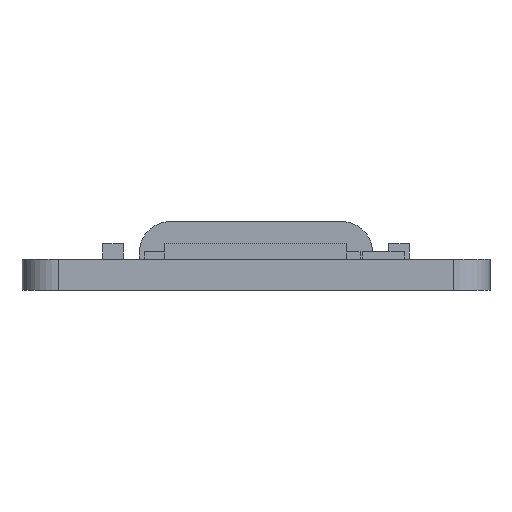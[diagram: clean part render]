
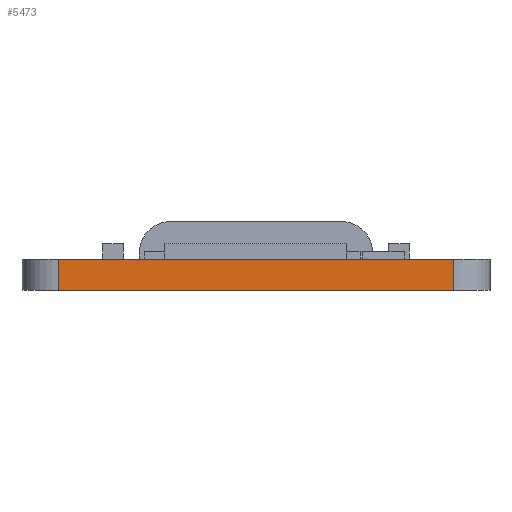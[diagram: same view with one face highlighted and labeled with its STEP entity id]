
A CAD part, front view. The second image highlights one B-rep face of the part: STEP entity #5473.
In plain terms, the highlighted planar face has unit normal (0, -1, 0).
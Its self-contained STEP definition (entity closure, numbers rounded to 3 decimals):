
#4113=CARTESIAN_POINT('',(-7.5,-17.3,3.));
#4114=VERTEX_POINT('',#4113);
#4122=CARTESIAN_POINT('',(7.7,-17.3,3.));
#4123=VERTEX_POINT('',#4122);
#4124=CARTESIAN_POINT('',(7.7,-17.3,3.));
#4125=DIRECTION('',(-1.,-0.,0.));
#4126=VECTOR('',#4125,15.2);
#4127=LINE('',#4124,#4126);
#4128=EDGE_CURVE('',#4123,#4114,#4127,.T.);
#4612=CARTESIAN_POINT('',(7.7,-17.3,1.8));
#4613=VERTEX_POINT('',#4612);
#4621=CARTESIAN_POINT('',(-7.5,-17.3,1.8));
#4622=VERTEX_POINT('',#4621);
#4623=CARTESIAN_POINT('',(7.7,-17.3,1.8));
#4624=DIRECTION('',(-1.,-0.,0.));
#4625=VECTOR('',#4624,15.2);
#4626=LINE('',#4623,#4625);
#4627=EDGE_CURVE('',#4613,#4622,#4626,.T.);
#5452=CARTESIAN_POINT('',(0.1,-17.3,1.4));
#5453=DIRECTION('',(-0.,1.,0.));
#5454=DIRECTION('',(-1.,-0.,0.));
#5455=AXIS2_PLACEMENT_3D('',#5452,#5453,#5454);
#5456=PLANE('',#5455);
#5457=ORIENTED_EDGE('',*,*,#4128,.T.);
#5458=CARTESIAN_POINT('',(-7.5,-17.3,3.));
#5459=DIRECTION('',(-0.,-0.,-1.));
#5460=VECTOR('',#5459,1.2);
#5461=LINE('',#5458,#5460);
#5462=EDGE_CURVE('',#4114,#4622,#5461,.T.);
#5463=ORIENTED_EDGE('',*,*,#5462,.T.);
#5464=ORIENTED_EDGE('',*,*,#4627,.F.);
#5465=CARTESIAN_POINT('',(7.7,-17.3,1.8));
#5466=DIRECTION('',(0.,0.,1.));
#5467=VECTOR('',#5466,1.2);
#5468=LINE('',#5465,#5467);
#5469=EDGE_CURVE('',#4613,#4123,#5468,.T.);
#5470=ORIENTED_EDGE('',*,*,#5469,.T.);
#5471=EDGE_LOOP('',(#5457,#5463,#5464,#5470));
#5472=FACE_BOUND('',#5471,.T.);
#5473=ADVANCED_FACE('',(#5472),#5456,.F.);
